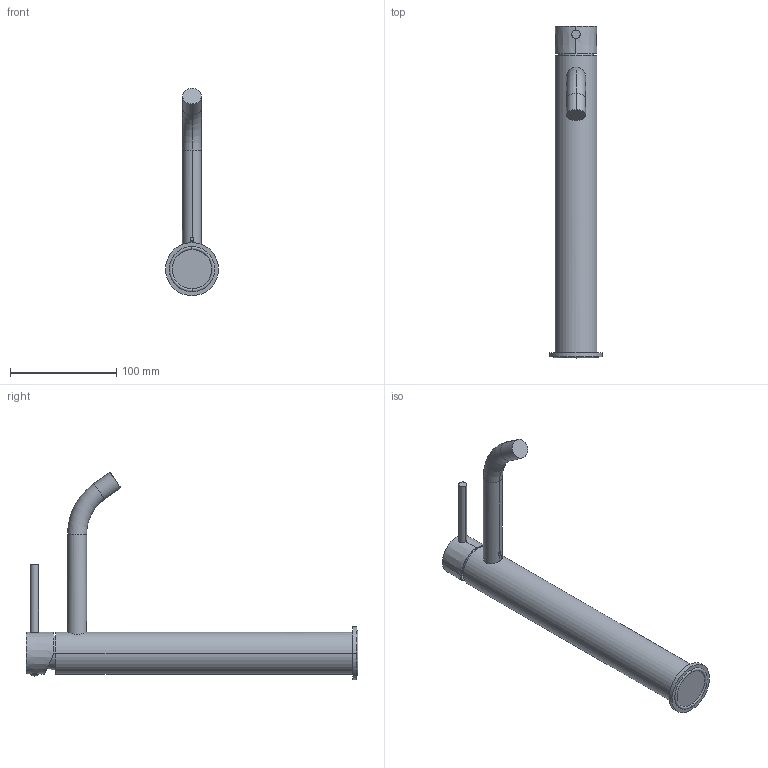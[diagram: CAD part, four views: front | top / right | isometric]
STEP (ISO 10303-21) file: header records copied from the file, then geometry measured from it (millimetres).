
FILE_DESCRIPTION((''),'2;1');
FILE_NAME('LIG081CR','2021-01-14T15:02:11',('ut3'),('PAFFONI SpA'),'CREO PARAMETRIC BY PTC INC, 2020044','CREO PARAMETRIC BY PTC INC, 2020044','');
FILE_SCHEMA(('CONFIG_CONTROL_DESIGN','SHAPE_APPEARANCE_LAYERS_GROUPS'));
Length unit declared in the file: millimetre
Products named in the file (1): LIG081CR
Bounding box: 50 x 313.15 x 195.56 mm (x, y, z)
Volume: 412687.1 mm3; surface area: 60207.6 mm2
Topology: 1 solids, 1 shells, 145 faces, 393 edges, 247 vertices
Faces by surface type: plane 61, cylinder 53, cone 25, torus 4, sphere 2
Entity records: 6612 total; most frequent: CARTESIAN_POINT 1975, ORIENTED_EDGE 778, DIRECTION 694, EDGE_CURVE 389, AXIS2_PLACEMENT_3D 252, VERTEX_POINT 247, VECTOR 190, LINE 190
